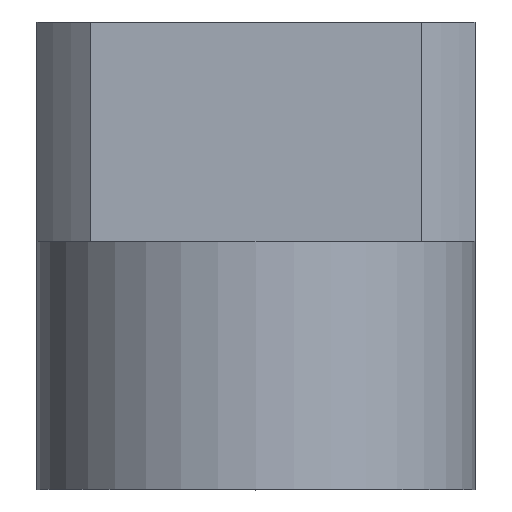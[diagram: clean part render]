
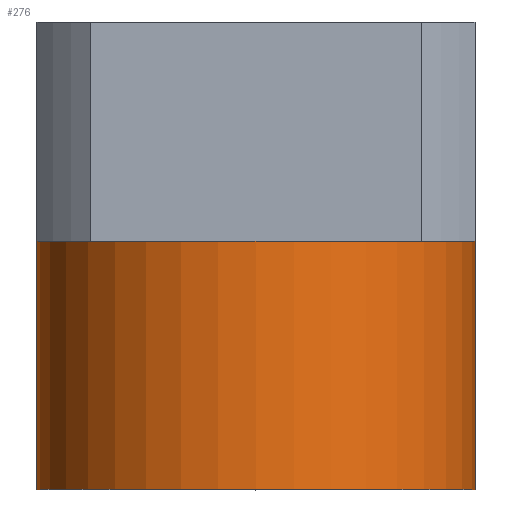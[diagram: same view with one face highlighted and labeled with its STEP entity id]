
A CAD part, top view. The second image highlights one B-rep face of the part: STEP entity #276.
In plain terms, the highlighted cylindrical face has radius 9.525 mm (diameter 19.05 mm), a full revolution.
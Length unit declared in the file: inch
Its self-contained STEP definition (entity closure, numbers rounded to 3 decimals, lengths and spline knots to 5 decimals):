
#69=CIRCLE('',#306,0.375);
#70=CIRCLE('',#307,0.375);
#71=CIRCLE('',#308,0.375);
#72=CIRCLE('',#309,0.375);
#73=CIRCLE('',#310,0.375);
#83=FACE_BOUND('',#111,.T.);
#90=FACE_OUTER_BOUND('',#110,.T.);
#110=EDGE_LOOP('',(#201));
#111=EDGE_LOOP('',(#202,#203,#204,#205));
#138=VERTEX_POINT('',#503);
#139=VERTEX_POINT('',#505);
#140=VERTEX_POINT('',#506);
#141=VERTEX_POINT('',#508);
#142=VERTEX_POINT('',#510);
#163=EDGE_CURVE('',#138,#138,#69,.T.);
#164=EDGE_CURVE('',#139,#140,#70,.T.);
#165=EDGE_CURVE('',#141,#139,#71,.T.);
#166=EDGE_CURVE('',#142,#141,#72,.T.);
#167=EDGE_CURVE('',#140,#142,#73,.T.);
#201=ORIENTED_EDGE('',*,*,#163,.F.);
#202=ORIENTED_EDGE('',*,*,#164,.F.);
#203=ORIENTED_EDGE('',*,*,#165,.F.);
#204=ORIENTED_EDGE('',*,*,#166,.F.);
#205=ORIENTED_EDGE('',*,*,#167,.F.);
#269=CYLINDRICAL_SURFACE('',#305,0.375);
#276=ADVANCED_FACE('',(#90,#83),#269,.T.);
#305=AXIS2_PLACEMENT_3D('',#502,#348,#349);
#306=AXIS2_PLACEMENT_3D('',#504,#350,#351);
#307=AXIS2_PLACEMENT_3D('',#507,#352,#353);
#308=AXIS2_PLACEMENT_3D('',#509,#354,#355);
#309=AXIS2_PLACEMENT_3D('',#511,#356,#357);
#310=AXIS2_PLACEMENT_3D('',#512,#358,#359);
#348=DIRECTION('center_axis',(0.,-1.,0.));
#349=DIRECTION('ref_axis',(-1.,0.,0.));
#350=DIRECTION('center_axis',(0.,-1.,0.));
#351=DIRECTION('ref_axis',(-1.,0.,0.));
#352=DIRECTION('center_axis',(0.,1.,0.));
#353=DIRECTION('ref_axis',(-1.,0.,0.));
#354=DIRECTION('center_axis',(0.,1.,0.));
#355=DIRECTION('ref_axis',(-1.,0.,0.));
#356=DIRECTION('center_axis',(0.,1.,0.));
#357=DIRECTION('ref_axis',(-1.,0.,0.));
#358=DIRECTION('center_axis',(0.,1.,0.));
#359=DIRECTION('ref_axis',(-1.,0.,0.));
#502=CARTESIAN_POINT('Origin',(0.,-0.375,0.));
#503=CARTESIAN_POINT('',(0.375,-0.8,0.));
#504=CARTESIAN_POINT('Origin',(0.,-0.8,0.));
#505=CARTESIAN_POINT('',(0.375,-0.375,0.));
#506=CARTESIAN_POINT('',(0.,-0.375,-0.375));
#507=CARTESIAN_POINT('Origin',(0.,-0.375,0.));
#508=CARTESIAN_POINT('',(0.,-0.375,0.375));
#509=CARTESIAN_POINT('Origin',(0.,-0.375,0.));
#510=CARTESIAN_POINT('',(-0.375,-0.375,0.));
#511=CARTESIAN_POINT('Origin',(0.,-0.375,0.));
#512=CARTESIAN_POINT('Origin',(0.,-0.375,0.));
